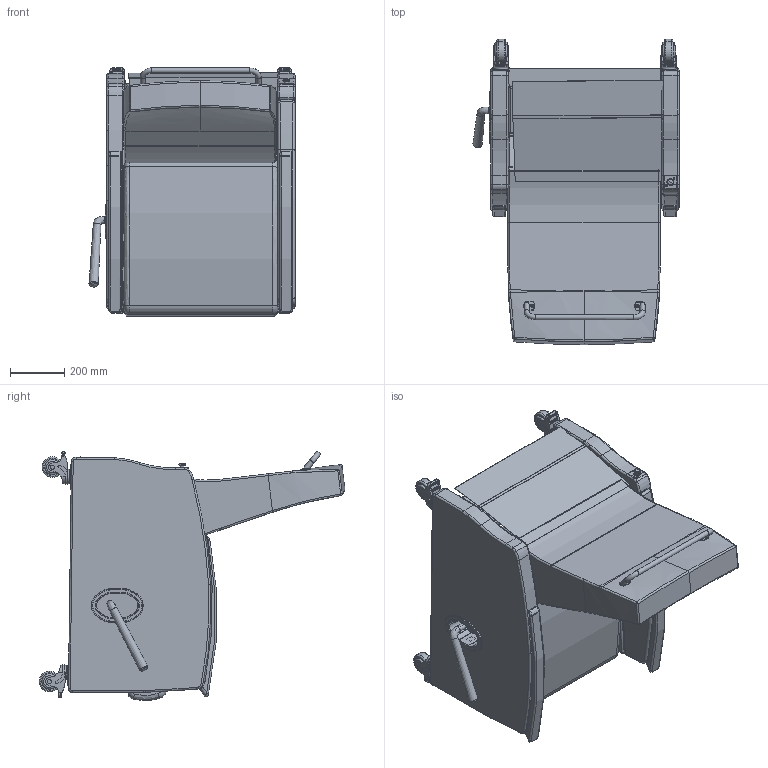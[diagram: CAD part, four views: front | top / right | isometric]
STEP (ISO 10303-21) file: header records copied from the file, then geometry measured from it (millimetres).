
FILE_DESCRIPTION(/* description */ (''),/* implementation_level */ '2;1');
FILE_NAME(/* name */ 'E3067J.stp',/* time_stamp */ '2017-09-14T09:59:40-04:00',/* author */ ('emehringer'),/* organization */ (''),/* preprocessor_version */ 'ST-DEVELOPER v16.5',/* originating_system */ 'Autodesk Inventor 2017',/* authorisation */ '');
FILE_SCHEMA (('CONFIG_CONTROL_DESIGN','AUTOMOTIVE_DESIGN { 1 0 10303 214 3 1 1 }'));
Products named in the file (36): E3067U-W-J (SYMBOL); E3010 UBACK; E3010 UBACK_1; PB3; PUSH BAR 17.625; PUSH BAR 17.625_1; PUSH BAR 17.625 right side; 1420X1.5 PSHPB; E3010 UKP; E3010 USEAT; E3010 UKO; E3010 UBACK FLAP; BEZEL-1; HDL 3000 BLK; HDL 3000 BLKPLASTIC; HDL 3000 BLK METAL; E3010 ACARM ; E1062-5 LARM R; FD800-3; EV7000 MAC BLK; CAST COL 4inSLB; _NG-03AMP-125-TL-TP01_fork; _TP01_Next Generation Series_0; _NG-03QDP-125-SW-TP01_rivet; _NG-03AMP-125-TL-TP01_wheel_core; _NG-03AMP-125-TL-TP01_wheel_tread; _NG-03AMP-125-TL-TP01_wheel_guard; _NG-03AMP-125-TL-TP01_wheel_tguard; _NG-03AMP-125-TL-TP01_cap; Knob and spring; PLT 1060 LO M; 6X1 FP DT Z; HINGE 22 NEW (closed); HINGE 22 NEW; HINGE 22 NEW PIN; 7000-2 CON PLT
Assembly tree (43 placements, depth 5):
  E3067U-W-J (SYMBOL)
    E3010 UBACK
      E3010 UBACK_1
      PB3
        PUSH BAR 17.625
          PUSH BAR 17.625_1
          PUSH BAR 17.625 right side
        1420X1.5 PSHPB  x2
    E3010 UKP
    E3010 USEAT
    E3010 UKO
    E3010 UBACK FLAP
    BEZEL-1
    HDL 3000 BLK
      HDL 3000 BLKPLASTIC
      HDL 3000 BLK METAL
    E3010 ACARM 
    E1062-5 LARM R
    FD800-3
    EV7000 MAC BLK  x2
    CAST COL 4inSLB  x4
      _NG-03AMP-125-TL-TP01_fork
      _TP01_Next Generation Series_0
      _NG-03QDP-125-SW-TP01_rivet
      _NG-03AMP-125-TL-TP01_wheel_core
      _NG-03AMP-125-TL-TP01_wheel_tread
      _NG-03AMP-125-TL-TP01_wheel_guard
      _NG-03AMP-125-TL-TP01_wheel_tguard
      _NG-03AMP-125-TL-TP01_cap
    Knob and spring
    PLT 1060 LO M
    6X1 FP DT Z  x2
    HINGE 22 NEW (closed)
      HINGE 22 NEW  x2
      HINGE 22 NEW PIN
    7000-2 CON PLT
Bounding box: 757.36 x 1123.94 x 914.83 mm (x, y, z)
Volume: 166070419.1 mm3; surface area: 6117203.7 mm2
Topology: 60 solids, 175 shells, 2006 faces, 5256 edges, 3475 vertices
Faces by surface type: cylinder 804, plane 761, torus 223, bspline 91, cone 86, sphere 41
Full cylindrical faces by diameter (mm): 2.794 x1, 3.505 x2, 5.556 x4, 5.953 x1, 6.198 x2, 6.35 x2, 7.938 x2, 9.525 x2, 11.989 x4, 12.497 x2, 12.7 x1, 14.877 x4, 15.062 x4, 15.24 x8, 19.05 x3, 19.075 x5, 23.812 x1, 25.4 x4, 30.162 x1, 38.049 x4, 44.298 x4, 52.273 x4, 55.372 x8, 57.15 x8, 76.2 x4
Entity records: 62373 total; most frequent: CARTESIAN_POINT 31434, DIRECTION 6364, ORIENTED_EDGE 5748, EDGE_CURVE 3140, AXIS2_PLACEMENT_3D 2468, VERTEX_POINT 2169, LINE 1428, VECTOR 1428
